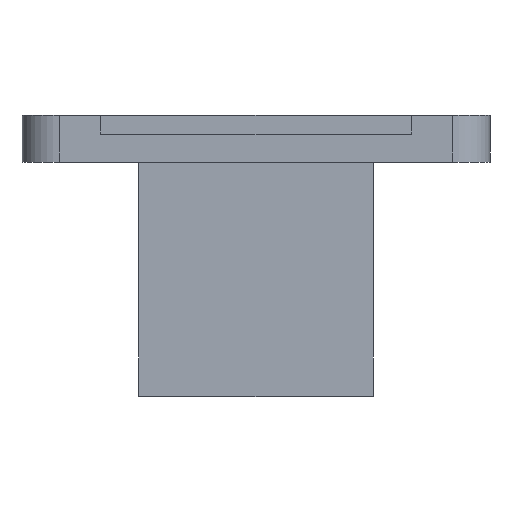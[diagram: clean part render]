
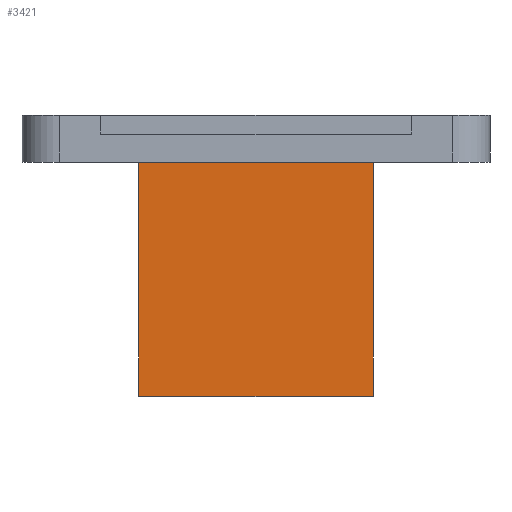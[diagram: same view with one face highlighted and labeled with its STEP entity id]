
A CAD part, front view. The second image highlights one B-rep face of the part: STEP entity #3421.
In plain terms, the highlighted planar face has unit normal (0, -1, 0).
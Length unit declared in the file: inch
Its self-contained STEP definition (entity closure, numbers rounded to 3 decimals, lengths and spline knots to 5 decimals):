
#102 = DIRECTION ( 'NONE',  ( 0., -1., 0. ) ) ;
#261 = LINE ( 'NONE', #652, #1736 ) ;
#375 = CARTESIAN_POINT ( 'NONE',  ( -0.626, -0.3135, -1.5 ) ) ;
#389 = ORIENTED_EDGE ( 'NONE', *, *, #1483, .F. ) ;
#652 = CARTESIAN_POINT ( 'NONE',  ( 0., -0.3135, -0.25 ) ) ;
#691 = VECTOR ( 'NONE', #3813, 39.37008 ) ;
#734 = PLANE ( 'NONE',  #1285 ) ;
#746 = VERTEX_POINT ( 'NONE', #3062 ) ;
#783 = LINE ( 'NONE', #3612, #3876 ) ;
#1036 = LINE ( 'NONE', #2407, #4042 ) ;
#1051 = EDGE_CURVE ( 'NONE', #2204, #2343, #783, .T. ) ;
#1144 = DIRECTION ( 'NONE',  ( 0., 0., -1. ) ) ;
#1285 = AXIS2_PLACEMENT_3D ( 'NONE', #375, #102, #1144 ) ;
#1483 = EDGE_CURVE ( 'NONE', #2204, #2882, #3468, .T. ) ;
#1736 = VECTOR ( 'NONE', #3022, 39.37008 ) ;
#1894 = DIRECTION ( 'NONE',  ( 1., 0., 0. ) ) ;
#2008 = DIRECTION ( 'NONE',  ( 0., 0., 1. ) ) ;
#2204 = VERTEX_POINT ( 'NONE', #2734 ) ;
#2343 = VERTEX_POINT ( 'NONE', #2476 ) ;
#2407 = CARTESIAN_POINT ( 'NONE',  ( 0.626, -0.3135, -1.5 ) ) ;
#2476 = CARTESIAN_POINT ( 'NONE',  ( 0.626, -0.3135, -1.5 ) ) ;
#2555 = FACE_OUTER_BOUND ( 'NONE', #3814, .T. ) ;
#2571 = EDGE_CURVE ( 'NONE', #2343, #746, #1036, .T. ) ;
#2734 = CARTESIAN_POINT ( 'NONE',  ( -0.626, -0.3135, -1.5 ) ) ;
#2882 = VERTEX_POINT ( 'NONE', #3762 ) ;
#3022 = DIRECTION ( 'NONE',  ( -1., 0., 0. ) ) ;
#3062 = CARTESIAN_POINT ( 'NONE',  ( 0.626, -0.3135, -0.25 ) ) ;
#3246 = EDGE_CURVE ( 'NONE', #746, #2882, #261, .T. ) ;
#3296 = ORIENTED_EDGE ( 'NONE', *, *, #1051, .T. ) ;
#3375 = ORIENTED_EDGE ( 'NONE', *, *, #3246, .T. ) ;
#3411 = ORIENTED_EDGE ( 'NONE', *, *, #2571, .T. ) ;
#3421 = ADVANCED_FACE ( 'NONE', ( #2555 ), #734, .T. ) ;
#3468 = LINE ( 'NONE', #4210, #691 ) ;
#3612 = CARTESIAN_POINT ( 'NONE',  ( -0.626, -0.3135, -1.5 ) ) ;
#3762 = CARTESIAN_POINT ( 'NONE',  ( -0.626, -0.3135, -0.25 ) ) ;
#3813 = DIRECTION ( 'NONE',  ( 0., 0., 1. ) ) ;
#3814 = EDGE_LOOP ( 'NONE', ( #3411, #3375, #389, #3296 ) ) ;
#3876 = VECTOR ( 'NONE', #1894, 39.37008 ) ;
#4042 = VECTOR ( 'NONE', #2008, 39.37008 ) ;
#4210 = CARTESIAN_POINT ( 'NONE',  ( -0.626, -0.3135, -1.5 ) ) ;
